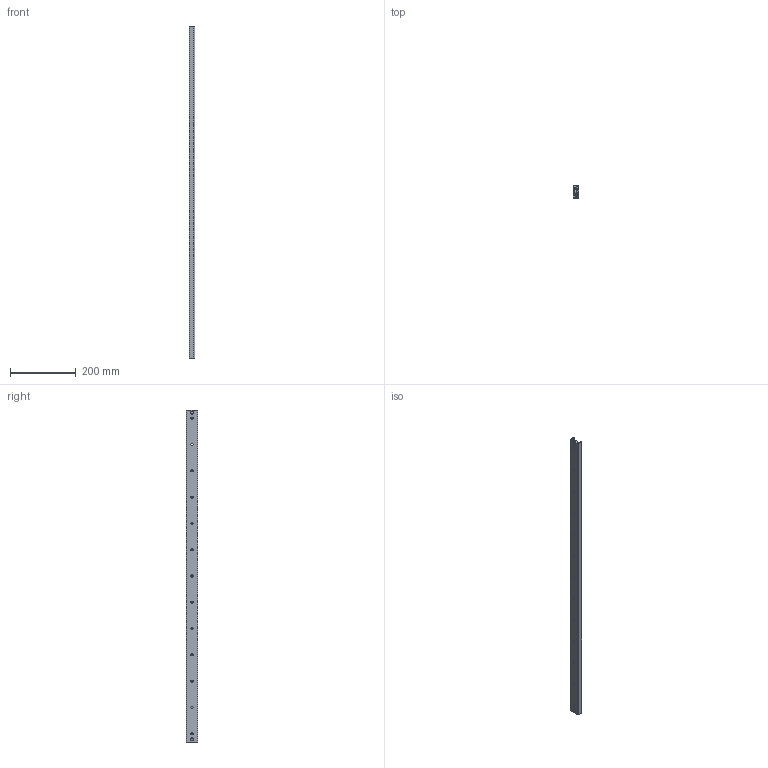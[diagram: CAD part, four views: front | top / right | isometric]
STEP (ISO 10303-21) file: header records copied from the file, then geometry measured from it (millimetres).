
FILE_DESCRIPTION((''),'2;1');
FILE_NAME('LCE 35-1010-0210.stp','2011-02-28T14:20:07',('MKoza'),(''),'Autodesk Inventor 2009','Autodesk Inventor 2009','');
FILE_SCHEMA(('AUTOMOTIVE_DESIGN { 1 0 10303 214 1 1 1 1 }'));
Length unit declared in the file: millimetre
Products named in the file (5): LCE 35; LLO 35; KF.LCE 35; + SC M10x0,75x3,2
Assembly tree (5 placements, depth 2):
  LCE 35
    LCE 35
    LLO 35
    KF.LCE 35
    + SC M10x0,75x3,2  x2
Bounding box: 17 x 35 x 1010 mm (x, y, z)
Volume: 278956.1 mm3; surface area: 191510.8 mm2
Topology: 5 solids, 5 shells, 156 faces, 421 edges, 277 vertices
Faces by surface type: plane 67, bspline 42, cylinder 39, torus 6, cone 2
Full cylindrical faces by diameter (mm): 10 x2, 12 x2
Entity records: 5129 total; most frequent: CARTESIAN_POINT 1517, DIRECTION 698, ORIENTED_EDGE 678, EDGE_CURVE 339, AXIS2_PLACEMENT_3D 256, VERTEX_POINT 251, EDGE_LOOP 242, VECTOR 186
